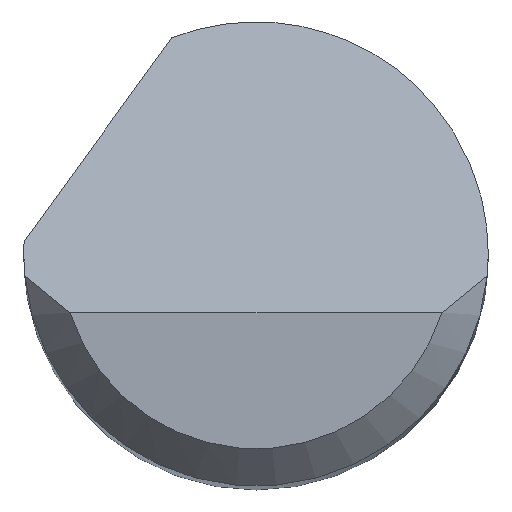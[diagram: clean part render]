
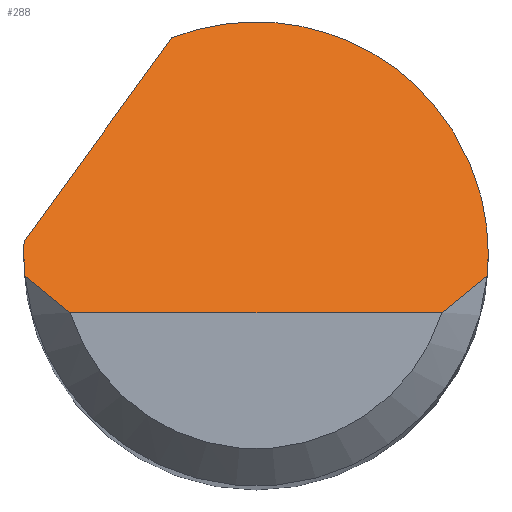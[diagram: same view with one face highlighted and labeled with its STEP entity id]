
A CAD part, top view. The second image highlights one B-rep face of the part: STEP entity #288.
In plain terms, the highlighted planar face has unit normal (0, 0.707, 0.707).
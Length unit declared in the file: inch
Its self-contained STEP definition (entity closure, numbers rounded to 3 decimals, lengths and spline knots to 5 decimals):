
#4 = CARTESIAN_POINT ( 'NONE',  ( -0.09375, -0.00292, 1.47917 ) ) ;
#6 = CARTESIAN_POINT ( 'NONE',  ( 0.09375, 0., 1.47625 ) ) ;
#12 = CARTESIAN_POINT ( 'NONE',  ( 0.09361, -0.00584, 1.48209 ) ) ;
#22 = CARTESIAN_POINT ( 'NONE',  ( 0.09375, -0.00292, 1.47917 ) ) ;
#53 = CARTESIAN_POINT ( 'NONE',  ( -0.09375, -0.02375, 1.5 ) ) ;
#54 = ORIENTED_EDGE ( 'NONE', *, *, #232, .F. ) ;
#69 = CARTESIAN_POINT ( 'NONE',  ( 0.08761, -0.01397, 1.49022 ) ) ;
#70 = EDGE_CURVE ( 'NONE', #377, #296, #398, .T. ) ;
#78 = CARTESIAN_POINT ( 'NONE',  ( 0.07508, -0.02375, 1.5 ) ) ;
#90 = CARTESIAN_POINT ( 'NONE',  ( 0., -0.02375, 1.5 ) ) ;
#98 = CARTESIAN_POINT ( 'NONE',  ( -0.07508, -0.02375, 1.5 ) ) ;
#99 = CARTESIAN_POINT ( 'NONE',  ( -0.09334, -0.00875, 1.485 ) ) ;
#110 = CARTESIAN_POINT ( 'NONE',  ( -0.09334, -0.00875, 1.485 ) ) ;
#113 = VERTEX_POINT ( 'NONE', #99 ) ;
#141 = VECTOR ( 'NONE', #420, 39.37008 ) ;
#145 = VERTEX_POINT ( 'NONE', #78 ) ;
#153 = ORIENTED_EDGE ( 'NONE', *, *, #441, .F. ) ;
#158 = CARTESIAN_POINT ( 'NONE',  ( -0.03394, 0.08739, 1.38886 ) ) ;
#169 = VERTEX_POINT ( 'NONE', #672 ) ;
#173 = EDGE_LOOP ( 'NONE', ( #671, #206, #480, #153, #486, #54, #452, #516 ) ) ;
#175 = FACE_OUTER_BOUND ( 'NONE', #173, .T. ) ;
#197 = LINE ( 'NONE', #90, #141 ) ;
#198 = CARTESIAN_POINT ( 'NONE',  ( -0.09375, 0., 1.47625 ) ) ;
#205 = EDGE_CURVE ( 'NONE', #113, #532, #405, .T. ) ;
#206 = ORIENTED_EDGE ( 'NONE', *, *, #656, .T. ) ;
#209 = EDGE_CURVE ( 'NONE', #532, #145, #197, .T. ) ;
#216 = CARTESIAN_POINT ( 'NONE',  ( -0.09361, -0.00584, 1.48209 ) ) ;
#227 = CARTESIAN_POINT ( 'NONE',  ( 0.09334, -0.00875, 1.485 ) ) ;
#232 = EDGE_CURVE ( 'NONE', #422, #377, #418, .T. ) ;
#288 = ADVANCED_FACE ( 'NONE', ( #175 ), #535, .F. ) ;
#291 = CARTESIAN_POINT ( 'NONE',  ( -0.09362, 0.005, 1.47125 ) ) ;
#296 = VERTEX_POINT ( 'NONE', #158 ) ;
#297 = CARTESIAN_POINT ( 'NONE',  ( 0.09334, -0.00875, 1.485 ) ) ;
#310 = AXIS2_PLACEMENT_3D ( 'NONE', #53, #336, #643 ) ;
#324 = CARTESIAN_POINT ( 'NONE',  ( -0.09371, 0.00333, 1.47292 ) ) ;
#336 = DIRECTION ( 'NONE',  ( 0., -0.707, -0.707 ) ) ;
#337 = CARTESIAN_POINT ( 'NONE',  ( -0.11014, -0.01781, 1.49406 ) ) ;
#377 = VERTEX_POINT ( 'NONE', #564 ) ;
#387 = CARTESIAN_POINT ( 'NONE',  ( 0.07508, -0.02375, 1.5 ) ) ;
#394 = DIRECTION ( 'NONE',  ( 0.456, 0.629, -0.629 ) ) ;
#398 = LINE ( 'NONE', #337, #527 ) ;
#401 = CARTESIAN_POINT ( 'NONE',  ( 0.09375, 0.07266, 1.40359 ) ) ;
#405 = B_SPLINE_CURVE_WITH_KNOTS ( 'NONE', 3,
 ( #547, #445, #523, #98 ),
 .UNSPECIFIED., .F., .F.,
 ( 4, 4 ),
 ( 0., 0.00071 ),
 .UNSPECIFIED. ) ;
#418 =( BOUNDED_CURVE ( )  B_SPLINE_CURVE ( 3, ( #528, #491, #324, #291 ),
 .UNSPECIFIED., .F., .F. ) 
 B_SPLINE_CURVE_WITH_KNOTS ( ( 4, 4 ),
 ( 4.71239, 4.76575 ),
 .UNSPECIFIED. ) 
 CURVE ( )  GEOMETRIC_REPRESENTATION_ITEM ( )  RATIONAL_B_SPLINE_CURVE ( ( 1., 1., 1., 1. ) ) 
 REPRESENTATION_ITEM ( '' )  );
#420 = DIRECTION ( 'NONE',  ( 1., 0., 0. ) ) ;
#422 = VERTEX_POINT ( 'NONE', #198 ) ;
#430 = CARTESIAN_POINT ( 'NONE',  ( -0.09375, 0., 1.47625 ) ) ;
#441 = EDGE_CURVE ( 'NONE', #296, #169, #599, .T. ) ;
#445 = CARTESIAN_POINT ( 'NONE',  ( -0.08761, -0.01397, 1.49022 ) ) ;
#452 = ORIENTED_EDGE ( 'NONE', *, *, #543, .F. ) ;
#464 = CARTESIAN_POINT ( 'NONE',  ( 0.03379, 0.11369, 1.36256 ) ) ;
#480 = ORIENTED_EDGE ( 'NONE', *, *, #634, .F. ) ;
#486 = ORIENTED_EDGE ( 'NONE', *, *, #70, .F. ) ;
#491 = CARTESIAN_POINT ( 'NONE',  ( -0.09375, 0.00167, 1.47458 ) ) ;
#516 = ORIENTED_EDGE ( 'NONE', *, *, #205, .T. ) ;
#523 = CARTESIAN_POINT ( 'NONE',  ( -0.08157, -0.019, 1.49525 ) ) ;
#527 = VECTOR ( 'NONE', #394, 39.37008 ) ;
#528 = CARTESIAN_POINT ( 'NONE',  ( -0.09375, 0., 1.47625 ) ) ;
#530 =( BOUNDED_CURVE ( )  B_SPLINE_CURVE ( 3, ( #6, #22, #12, #297 ),
 .UNSPECIFIED., .F., .F. ) 
 B_SPLINE_CURVE_WITH_KNOTS ( ( 4, 4 ),
 ( 1.5708, 1.66427 ),
 .UNSPECIFIED. ) 
 CURVE ( )  GEOMETRIC_REPRESENTATION_ITEM ( )  RATIONAL_B_SPLINE_CURVE ( ( 1., 0.999, 0.999, 1. ) ) 
 REPRESENTATION_ITEM ( '' )  );
#532 = VERTEX_POINT ( 'NONE', #637 ) ;
#535 = PLANE ( 'NONE',  #310 ) ;
#536 = VERTEX_POINT ( 'NONE', #674 ) ;
#543 = EDGE_CURVE ( 'NONE', #113, #422, #663, .T. ) ;
#547 = CARTESIAN_POINT ( 'NONE',  ( -0.09334, -0.00875, 1.485 ) ) ;
#559 = CARTESIAN_POINT ( 'NONE',  ( -0.03394, 0.08739, 1.38886 ) ) ;
#561 = CARTESIAN_POINT ( 'NONE',  ( 0.09375, 0., 1.47625 ) ) ;
#564 = CARTESIAN_POINT ( 'NONE',  ( -0.09362, 0.005, 1.47125 ) ) ;
#590 = CARTESIAN_POINT ( 'NONE',  ( 0.08157, -0.019, 1.49525 ) ) ;
#599 =( BOUNDED_CURVE ( )  B_SPLINE_CURVE ( 3, ( #559, #464, #401, #561 ),
 .UNSPECIFIED., .F., .F. ) 
 B_SPLINE_CURVE_WITH_KNOTS ( ( 4, 4 ),
 ( 5.91277, 7.85398 ),
 .UNSPECIFIED. ) 
 CURVE ( )  GEOMETRIC_REPRESENTATION_ITEM ( )  RATIONAL_B_SPLINE_CURVE ( ( 1., 0.71, 0.71, 1. ) ) 
 REPRESENTATION_ITEM ( '' )  );
#634 = EDGE_CURVE ( 'NONE', #169, #536, #530, .T. ) ;
#637 = CARTESIAN_POINT ( 'NONE',  ( -0.07508, -0.02375, 1.5 ) ) ;
#643 = DIRECTION ( 'NONE',  ( 0., 0.707, -0.707 ) ) ;
#656 = EDGE_CURVE ( 'NONE', #145, #536, #661, .T. ) ;
#661 = B_SPLINE_CURVE_WITH_KNOTS ( 'NONE', 3,
 ( #387, #590, #69, #227 ),
 .UNSPECIFIED., .F., .F.,
 ( 4, 4 ),
 ( 0., 0.00071 ),
 .UNSPECIFIED. ) ;
#663 =( BOUNDED_CURVE ( )  B_SPLINE_CURVE ( 3, ( #110, #216, #4, #430 ),
 .UNSPECIFIED., .F., .F. ) 
 B_SPLINE_CURVE_WITH_KNOTS ( ( 4, 4 ),
 ( 4.61892, 4.71239 ),
 .UNSPECIFIED. ) 
 CURVE ( )  GEOMETRIC_REPRESENTATION_ITEM ( )  RATIONAL_B_SPLINE_CURVE ( ( 1., 0.999, 0.999, 1. ) ) 
 REPRESENTATION_ITEM ( '' )  );
#671 = ORIENTED_EDGE ( 'NONE', *, *, #209, .T. ) ;
#672 = CARTESIAN_POINT ( 'NONE',  ( 0.09375, 0., 1.47625 ) ) ;
#674 = CARTESIAN_POINT ( 'NONE',  ( 0.09334, -0.00875, 1.485 ) ) ;
